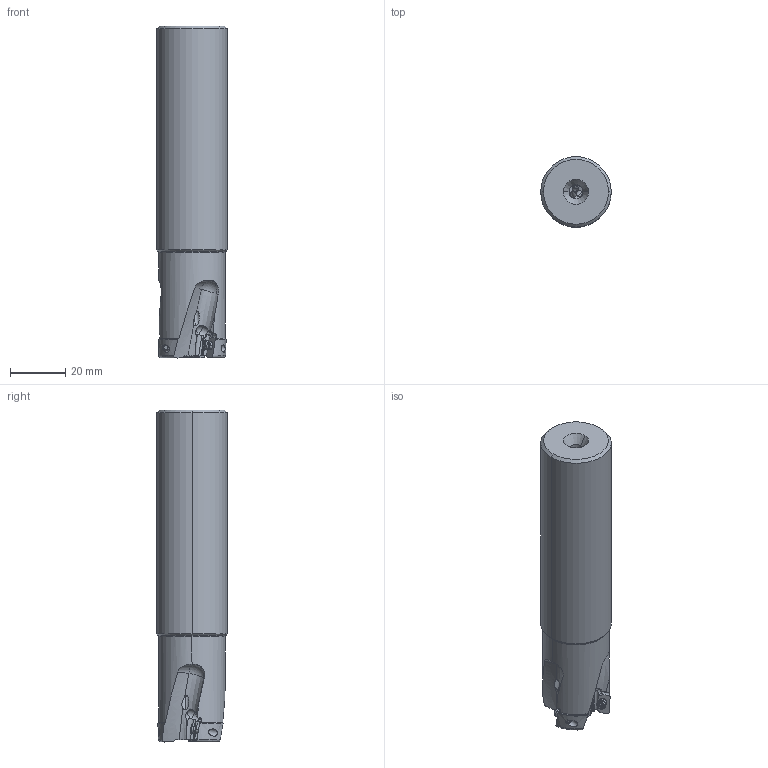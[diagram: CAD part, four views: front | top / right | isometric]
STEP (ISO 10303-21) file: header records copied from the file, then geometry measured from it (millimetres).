
FILE_DESCRIPTION(/* description */ (''),/* implementation_level */ '2;1');
FILE_NAME(/* name */ 'APX3000UR163SA16SA.stp',/* time_stamp */ '2021-09-08T11:46:04+09:00',/* author */ (''),/* organization */ (''),/* preprocessor_version */ 'ST-DEVELOPER v16',/* originating_system */ 'SIEMENS PLM Software NX 10.0',/* authorisation */ '');
FILE_SCHEMA (('AUTOMOTIVE_DESIGN { 1 0 10303 214 3 1 1 1 }'));
Length unit declared in the file: millimetre
Products named in the file (1): APX3000UR163SA16SA_ASM
Bounding box: 25.4 x 25.4 x 119.73 mm (x, y, z)
Volume: 53164.9 mm3; surface area: 12519.5 mm2
Topology: 4 solids, 4 shells, 270 faces, 850 edges, 597 vertices
Faces by surface type: cylinder 116, plane 59, cone 51, torus 20, sphere 18, bspline 6
Entity records: 13793 total; most frequent: CARTESIAN_POINT 6260, ORIENTED_EDGE 1662, DIRECTION 1434, EDGE_CURVE 831, AXIS2_PLACEMENT_3D 610, VERTEX_POINT 572, B_SPLINE_CURVE_WITH_KNOTS 298, CIRCLE 292
